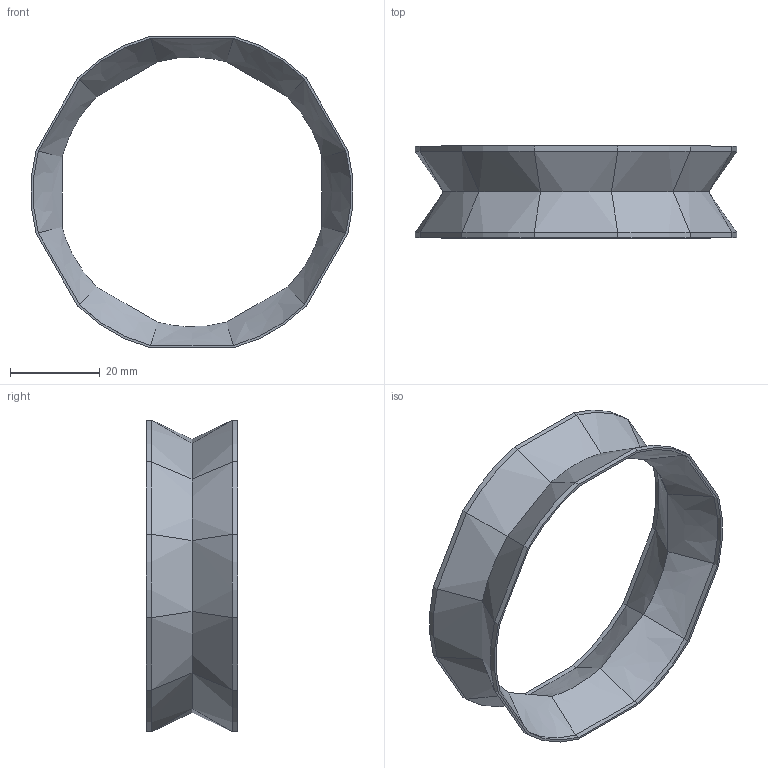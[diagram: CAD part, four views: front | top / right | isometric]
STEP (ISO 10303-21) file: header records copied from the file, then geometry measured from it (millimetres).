
FILE_DESCRIPTION (( 'STEP AP214' ), '1' );
FILE_NAME ('(x1)_POSPA_RecRoundv3.STEP', '2023-12-12T15:52:57', ( '' ), ( '' ), 'SwSTEP 2.0', 'SolidWorks 2022', '' );
FILE_SCHEMA (( 'AUTOMOTIVE_DESIGN' ));
Length unit declared in the file: millimetre
Products named in the file (1): (x1)_POSPA_RecRoundv3
Bounding box: 71.52 x 20.4 x 69.34 mm (x, y, z)
Volume: 2417.6 mm3; surface area: 9891.8 mm2
Topology: 1 solids, 1 shells, 98 faces, 240 edges, 144 vertices
Faces by surface type: bspline 48, plane 26, cylinder 24
Entity records: 5136 total; most frequent: CARTESIAN_POINT 3127, ORIENTED_EDGE 480, DIRECTION 276, EDGE_CURVE 240, VERTEX_POINT 144, VECTOR 114, LINE 114, EDGE_LOOP 100
